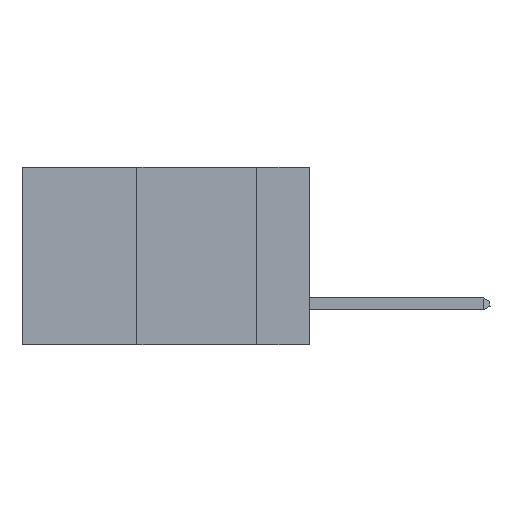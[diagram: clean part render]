
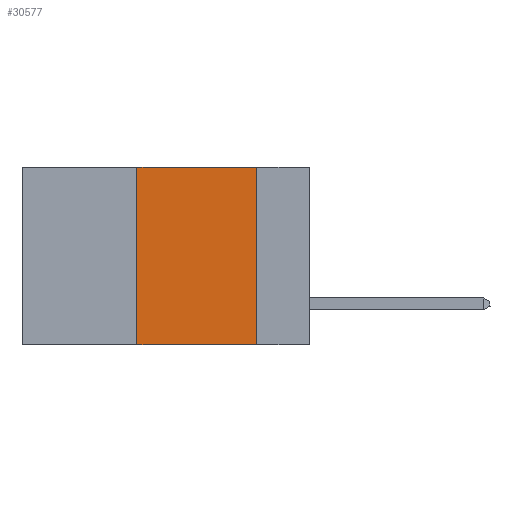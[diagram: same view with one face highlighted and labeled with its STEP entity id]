
A CAD part, left-side view. The second image highlights one B-rep face of the part: STEP entity #30577.
In plain terms, the highlighted planar face has unit normal (-1, 0, 0).
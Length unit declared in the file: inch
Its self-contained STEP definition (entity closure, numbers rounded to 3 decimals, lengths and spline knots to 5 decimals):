
#798 = LINE ( 'NONE', #23669, #30685 ) ;
#3034 = VERTEX_POINT ( 'NONE', #16654 ) ;
#4297 = CARTESIAN_POINT ( 'NONE',  ( 0., 0.6, 0. ) ) ;
#6070 = DIRECTION ( 'NONE',  ( 0., 0., -1. ) ) ;
#6931 = ORIENTED_EDGE ( 'NONE', *, *, #30128, .T. ) ;
#7823 = VECTOR ( 'NONE', #29024, 39.37008 ) ;
#8841 = ORIENTED_EDGE ( 'NONE', *, *, #16997, .F. ) ;
#8861 = AXIS2_PLACEMENT_3D ( 'NONE', #23195, #23305, #6070 ) ;
#12216 = DIRECTION ( 'NONE',  ( 0., 0., 1. ) ) ;
#12804 = CARTESIAN_POINT ( 'NONE',  ( 0., 0.11, -0.37 ) ) ;
#12984 = EDGE_CURVE ( 'NONE', #3034, #30240, #798, .T. ) ;
#13776 = ORIENTED_EDGE ( 'NONE', *, *, #12984, .F. ) ;
#14497 = CARTESIAN_POINT ( 'NONE',  ( 0., 0.11, 0. ) ) ;
#16196 = VECTOR ( 'NONE', #24454, 39.37008 ) ;
#16654 = CARTESIAN_POINT ( 'NONE',  ( 0., 0.36, -0.37 ) ) ;
#16997 = EDGE_CURVE ( 'NONE', #30240, #28824, #23794, .T. ) ;
#18229 = FACE_OUTER_BOUND ( 'NONE', #37303, .T. ) ;
#18759 = LINE ( 'NONE', #32115, #27821 ) ;
#18926 = ORIENTED_EDGE ( 'NONE', *, *, #34424, .F. ) ;
#18989 = CARTESIAN_POINT ( 'NONE',  ( 0., 0.36, 0. ) ) ;
#21781 = CARTESIAN_POINT ( 'NONE',  ( 0., 0.11, 0. ) ) ;
#23195 = CARTESIAN_POINT ( 'NONE',  ( 0., 0.6, 0. ) ) ;
#23305 = DIRECTION ( 'NONE',  ( 1., 0., 0. ) ) ;
#23669 = CARTESIAN_POINT ( 'NONE',  ( 0., 0.36, 0. ) ) ;
#23794 = LINE ( 'NONE', #4297, #16196 ) ;
#24454 = DIRECTION ( 'NONE',  ( 0., -1., 0. ) ) ;
#26191 = VERTEX_POINT ( 'NONE', #12804 ) ;
#27139 = LINE ( 'NONE', #14497, #7823 ) ;
#27821 = VECTOR ( 'NONE', #35357, 39.37008 ) ;
#28824 = VERTEX_POINT ( 'NONE', #21781 ) ;
#29024 = DIRECTION ( 'NONE',  ( 0., 0., -1. ) ) ;
#30128 = EDGE_CURVE ( 'NONE', #3034, #26191, #18759, .T. ) ;
#30240 = VERTEX_POINT ( 'NONE', #18989 ) ;
#30577 = ADVANCED_FACE ( 'NONE', ( #18229 ), #36522, .F. ) ;
#30685 = VECTOR ( 'NONE', #12216, 39.37008 ) ;
#32115 = CARTESIAN_POINT ( 'NONE',  ( 0., 0.6, -0.37 ) ) ;
#34424 = EDGE_CURVE ( 'NONE', #28824, #26191, #27139, .T. ) ;
#35357 = DIRECTION ( 'NONE',  ( 0., -1., 0. ) ) ;
#36522 = PLANE ( 'NONE',  #8861 ) ;
#37303 = EDGE_LOOP ( 'NONE', ( #18926, #8841, #13776, #6931 ) ) ;
